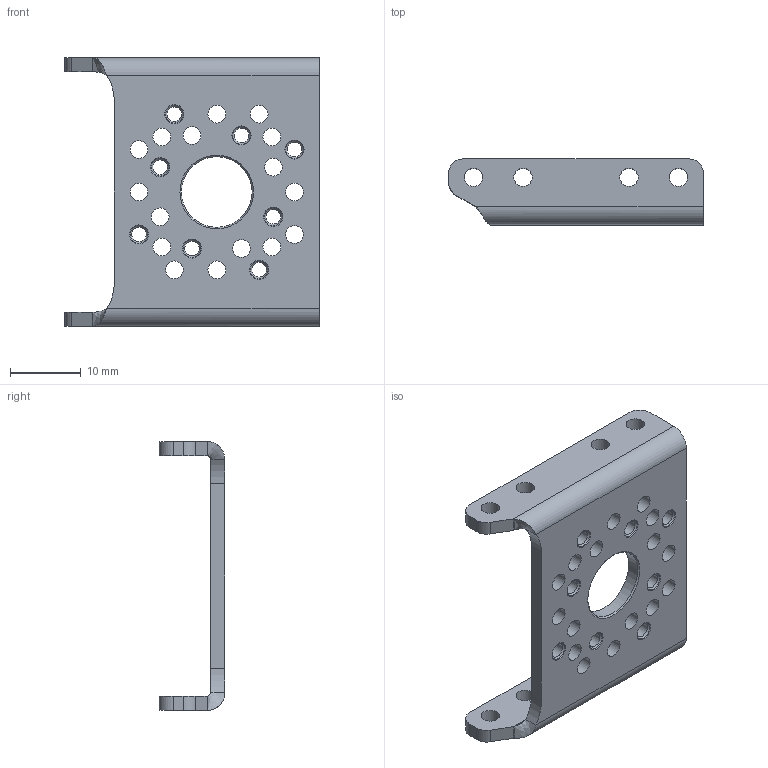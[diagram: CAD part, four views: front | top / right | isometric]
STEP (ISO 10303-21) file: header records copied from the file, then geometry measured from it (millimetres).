
FILE_DESCRIPTION(/* description */ (''),/* implementation_level */ '2;1');
FILE_NAME(/* name */ 'FR05-S101 v5.step',/* time_stamp */ '2019-12-10T23:28:35+00:00',/* author */ (''),/* organization */ (''),/* preprocessor_version */ 'ST-DEVELOPER v18',/* originating_system */ 'Autodesk Translation Framework v8.12.0.6',/* authorisation */ '');
FILE_SCHEMA (('AUTOMOTIVE_DESIGN { 1 0 10303 214 3 1 1 }'));
Length unit declared in the file: millimetre
Products named in the file (1): FR05-S101
Bounding box: 36 x 9.3 x 38 mm (x, y, z)
Volume: 2707.7 mm3; surface area: 3722.3 mm2
Topology: 1 solids, 9 shells, 84 faces, 264 edges, 182 vertices
Faces by surface type: cylinder 53, plane 18, cone 9, bspline 4
Full cylindrical faces by diameter (mm): 2.075 x8, 2.5 x24, 2.6 x8, 10 x1
Entity records: 3375 total; most frequent: CARTESIAN_POINT 707, DIRECTION 576, ORIENTED_EDGE 512, EDGE_CURVE 264, AXIS2_PLACEMENT_3D 235, VERTEX_POINT 182, CIRCLE 152, EDGE_LOOP 150
